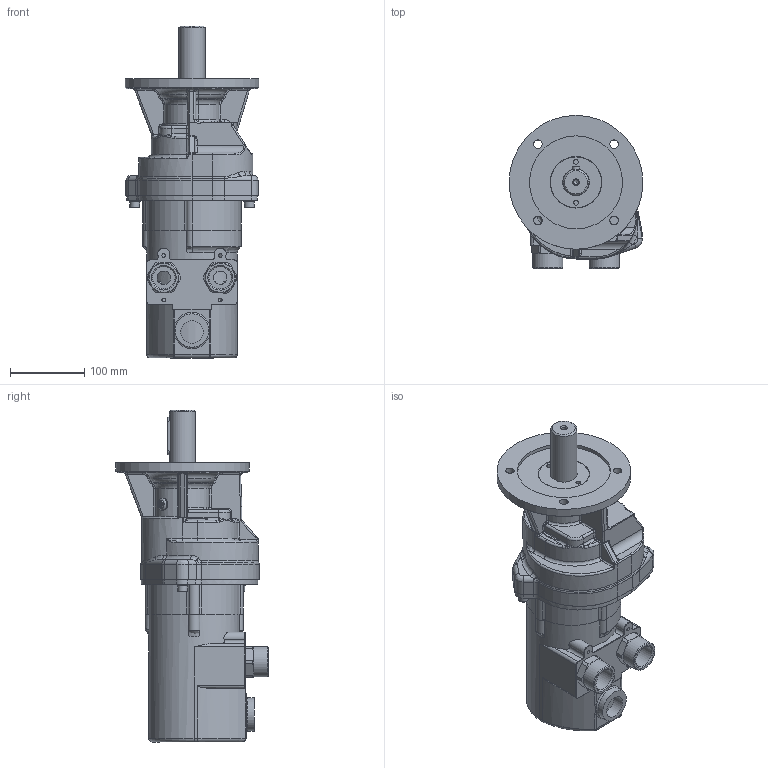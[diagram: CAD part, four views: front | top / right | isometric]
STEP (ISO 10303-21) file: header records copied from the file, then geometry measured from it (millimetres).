
FILE_DESCRIPTION(/* description */ ('MU 600-250 KRL'),/* implementation_level */ '2;1');
FILE_NAME(/* name */ 'MU 600-250 KRL_60036405.stp',/* time_stamp */ '2020-05-29T13:09:44+02:00',/* author */ ('IBasyouni'),/* organization */ (''),/* preprocessor_version */ 'ST-DEVELOPER v17',/* originating_system */ 'Autodesk Inventor 2018',/* authorisation */ '');
FILE_SCHEMA (('AUTOMOTIVE_DESIGN { 1 0 10303 214 3 1 1 }'));
Length unit declared in the file: millimetre
Products named in the file (1): 60036405
Bounding box: 180 x 205.58 x 446.7 mm (x, y, z)
Volume: 4791402 mm3; surface area: 387676.5 mm2
Topology: 2 solids, 13 shells, 1030 faces, 2662 edges, 1668 vertices
Faces by surface type: cylinder 365, plane 363, bspline 137, torus 88, cone 69, sphere 8
Full cylindrical faces by diameter (mm): 2.5 x1, 2.8 x2, 3.9 x1, 4 x1, 4.2 x1, 4.917 x8, 4.99 x1, 5 x2, 5.2 x1, 6 x4, 6.4 x1, 6.5 x2, 6.647 x4, 7 x4, 7.4 x1, 7.9 x2, 8 x3, 9.5 x9, 10 x1, 11.5 x4, 13 x3, 16 x1, 18 x2, 19 x1, 24.401 x2, 30.291 x3, 31 x1, 32 x2, 33.249 x2, 35 x1
Entity records: 37654 total; most frequent: CARTESIAN_POINT 11656, DIRECTION 5258, ORIENTED_EDGE 5248, EDGE_CURVE 2624, AXIS2_PLACEMENT_3D 2111, VERTEX_POINT 1668, CIRCLE 1146, EDGE_LOOP 1114
